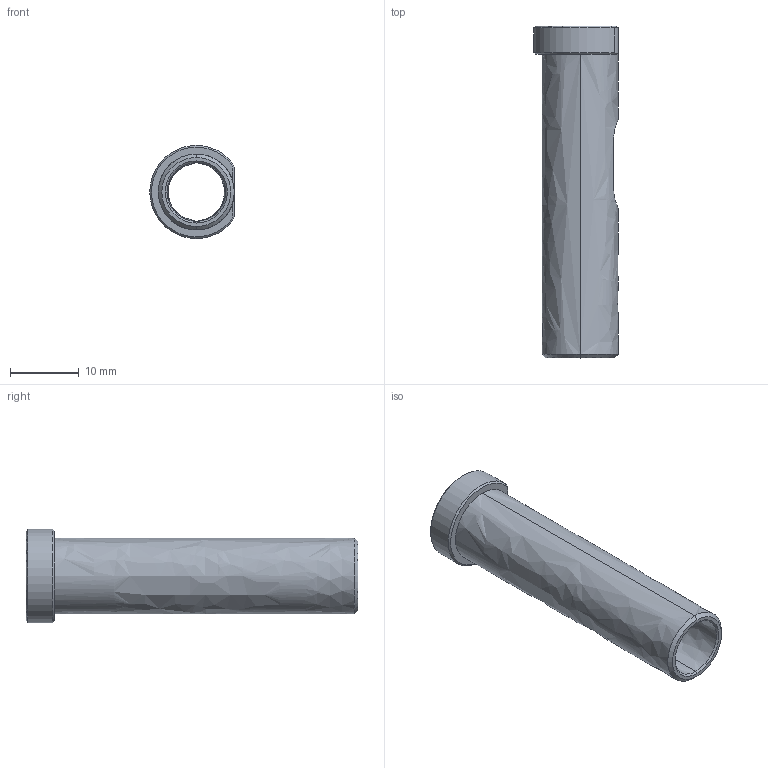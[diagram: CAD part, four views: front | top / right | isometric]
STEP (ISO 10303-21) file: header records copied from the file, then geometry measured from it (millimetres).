
FILE_DESCRIPTION(('FreeCAD Model'),'2;1');
FILE_NAME('Open CASCADE Shape Model','2024-12-02T14:30:07',(''),(''), 'Open CASCADE STEP processor 7.6','FreeCAD','Unknown');
FILE_SCHEMA(('AUTOMOTIVE_DESIGN { 1 0 10303 214 1 1 1 1 }'));
Length unit declared in the file: millimetre
Products named in the file (1): SM_FP_BUSHING
Bounding box: 12.25 x 48.1 x 13.49 mm (x, y, z)
Volume: 1887.9 mm3; surface area: 2979.5 mm2
Topology: 1 solids, 1 shells, 36 faces, 89 edges, 53 vertices
Faces by surface type: bspline 36
Entity records: 1375 total; most frequent: CARTESIAN_POINT 598, ORIENTED_EDGE 178, DIRECTION 114, EDGE_CURVE 89, VERTEX_POINT 53, LINE 46, VECTOR 46, FACE_BOUND 38
